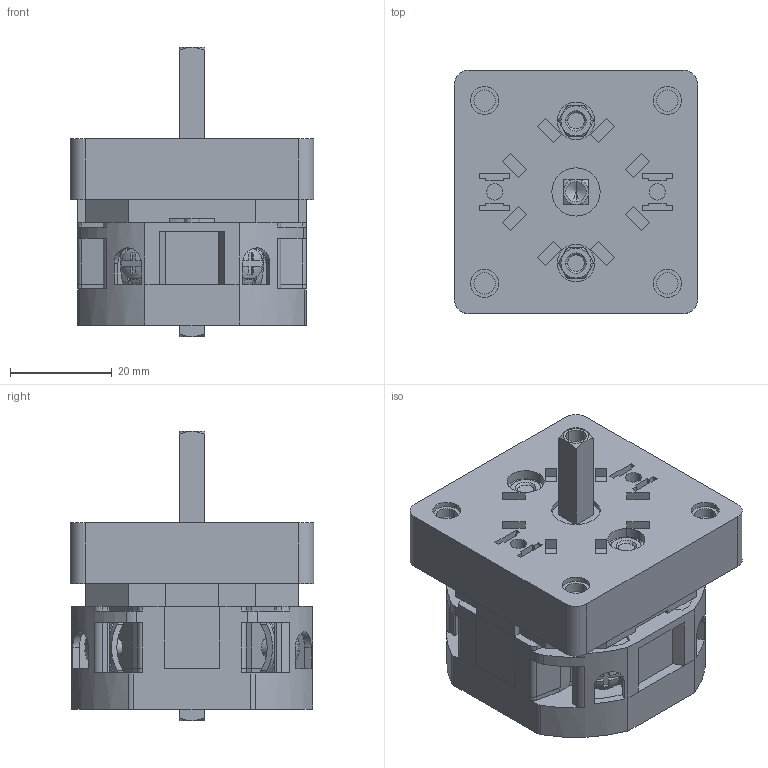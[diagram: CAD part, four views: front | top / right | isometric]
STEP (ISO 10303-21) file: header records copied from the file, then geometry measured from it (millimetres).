
FILE_DESCRIPTION((''),'2;1');
FILE_NAME('CRV2_12_26_1B_P_SW0001','2015-06-05T',('mangiapr'),(''),'PRO/ENGINEER BY PARAMETRIC TECHNOLOGY CORPORATION, 2011080','PRO/ENGINEER BY PARAMETRIC TECHNOLOGY CORPORATION, 2011080','');
FILE_SCHEMA(('CONFIG_CONTROL_DESIGN'));
Length unit declared in the file: millimetre
Products named in the file (1): CRV2_12_26_1B_P_SW0001
Bounding box: 48 x 48 x 57 mm (x, y, z)
Volume: 58659.3 mm3; surface area: 21519.8 mm2
Topology: 1 solids, 1 shells, 776 faces, 2096 edges, 1363 vertices
Faces by surface type: plane 461, cylinder 201, cone 70, torus 36, sphere 8
Entity records: 28140 total; most frequent: CARTESIAN_POINT 8395, ORIENTED_EDGE 4188, DIRECTION 4032, EDGE_CURVE 2094, VERTEX_POINT 1363, AXIS2_PLACEMENT_3D 1362, VECTOR 1308, LINE 1308
